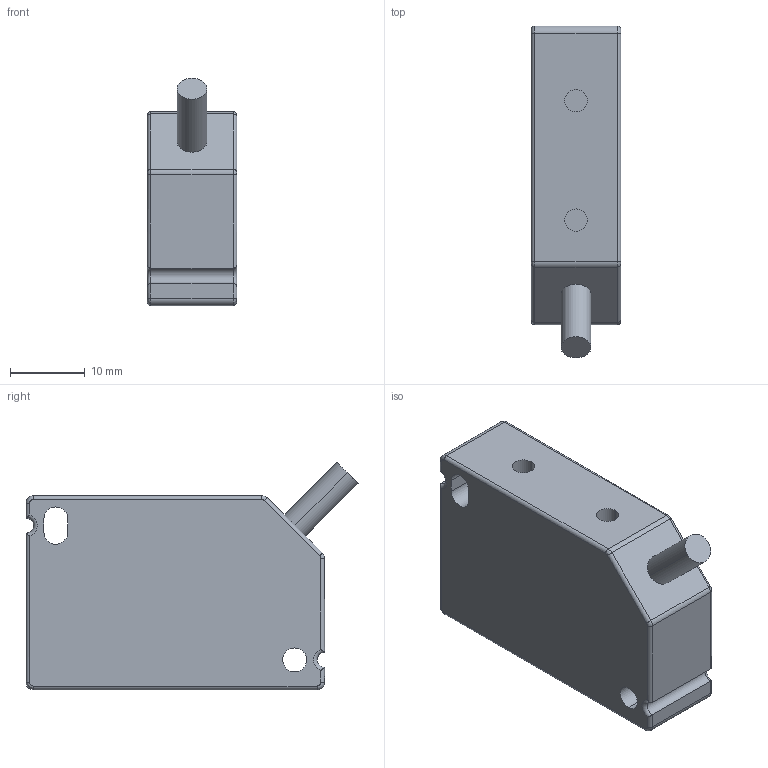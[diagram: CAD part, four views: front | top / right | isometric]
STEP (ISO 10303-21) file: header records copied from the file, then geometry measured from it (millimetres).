
FILE_DESCRIPTION((''),'2;1');
FILE_NAME('F1_D000018A','2006-01-03T',('Pepperl+Fuchs'),('Industriehansa'),'PRO/ENGINEER BY PARAMETRIC TECHNOLOGY CORPORATION, 2005290','PRO/ENGINEER BY PARAMETRIC TECHNOLOGY CORPORATION, 2005290','');
FILE_SCHEMA(('AUTOMOTIVE_DESIGN_CC2 { 1 2 10303 214 -1 1 5 2 }'));
Length unit declared in the file: millimetre
Products named in the file (1): F1_D000018A
Bounding box: 12 x 44.49 x 30.49 mm (x, y, z)
Volume: 11836.3 mm3; surface area: 3943 mm2
Topology: 1 solids, 1 shells, 59 faces, 189 edges, 142 vertices
Faces by surface type: cylinder 31, plane 14, torus 9, bspline 5
Entity records: 2869 total; most frequent: CARTESIAN_POINT 476, DIRECTION 375, ORIENTED_EDGE 268, PRESENTATION_STYLE_ASSIGNMENT 206, STYLED_ITEM 203, CURVE_STYLE 196, AXIS2_PLACEMENT_3D 139, EDGE_CURVE 134
